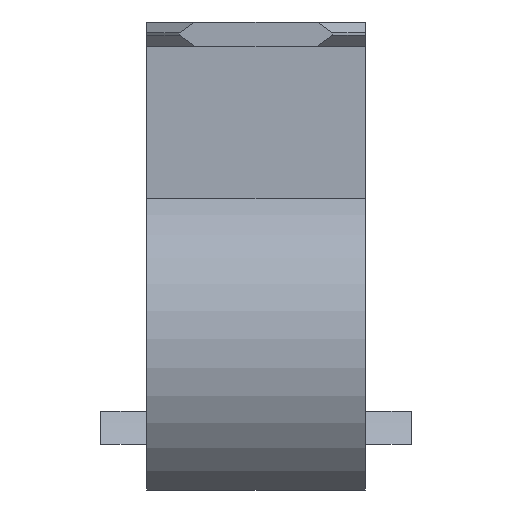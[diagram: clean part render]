
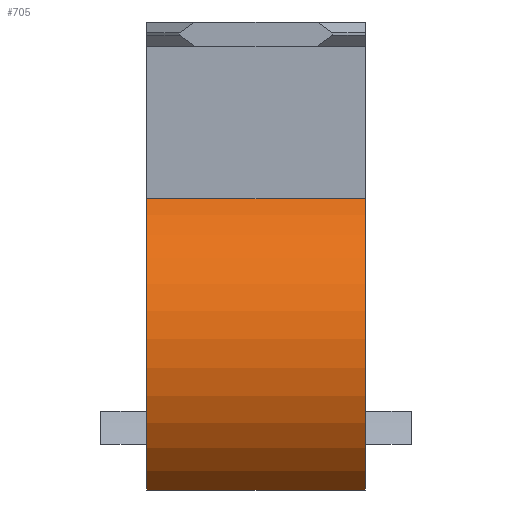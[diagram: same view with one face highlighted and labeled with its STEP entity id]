
A CAD part, front view. The second image highlights one B-rep face of the part: STEP entity #705.
In plain terms, the highlighted cylindrical face has radius 16 mm (diameter 32 mm), a partial arc.
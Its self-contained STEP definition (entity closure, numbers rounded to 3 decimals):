
#17 = ORIENTED_EDGE ( 'NONE', *, *, #1400, .F. ) ;
#31 = FACE_OUTER_BOUND ( 'NONE', #1426, .T. ) ;
#94 = CIRCLE ( 'NONE', #689, 16. ) ;
#146 = CARTESIAN_POINT ( 'NONE',  ( 20., -8., -16.144 ) ) ;
#194 = DIRECTION ( 'NONE',  ( 0., 0., -1. ) ) ;
#254 = VERTEX_POINT ( 'NONE', #519 ) ;
#274 = VERTEX_POINT ( 'NONE', #1035 ) ;
#275 = AXIS2_PLACEMENT_3D ( 'NONE', #520, #530, #1336 ) ;
#296 = DIRECTION ( 'NONE',  ( 0., 0., -1. ) ) ;
#324 = EDGE_CURVE ( 'NONE', #773, #274, #94, .T. ) ;
#366 = VECTOR ( 'NONE', #805, 1000. ) ;
#515 = CIRCLE ( 'NONE', #868, 16. ) ;
#519 = CARTESIAN_POINT ( 'NONE',  ( 0., -8., -16.144 ) ) ;
#520 = CARTESIAN_POINT ( 'NONE',  ( 20., 0., -30. ) ) ;
#530 = DIRECTION ( 'NONE',  ( -1., 0., 0. ) ) ;
#669 = ORIENTED_EDGE ( 'NONE', *, *, #828, .T. ) ;
#689 = AXIS2_PLACEMENT_3D ( 'NONE', #1446, #1056, #296 ) ;
#700 = CARTESIAN_POINT ( 'NONE',  ( 0., 0., -30. ) ) ;
#705 = ADVANCED_FACE ( 'NONE', ( #31 ), #1302, .T. ) ;
#715 = EDGE_CURVE ( 'NONE', #773, #254, #1037, .T. ) ;
#773 = VERTEX_POINT ( 'NONE', #1469 ) ;
#805 = DIRECTION ( 'NONE',  ( -1., 0., 0. ) ) ;
#812 = LINE ( 'NONE', #1333, #366 ) ;
#828 = EDGE_CURVE ( 'NONE', #254, #1534, #515, .T. ) ;
#868 = AXIS2_PLACEMENT_3D ( 'NONE', #700, #1212, #194 ) ;
#1001 = VECTOR ( 'NONE', #1438, 1000. ) ;
#1035 = CARTESIAN_POINT ( 'NONE',  ( 20., -9.651, -42.762 ) ) ;
#1037 = LINE ( 'NONE', #146, #1001 ) ;
#1056 = DIRECTION ( 'NONE',  ( 1., 0., 0. ) ) ;
#1212 = DIRECTION ( 'NONE',  ( 1., 0., 0. ) ) ;
#1302 = CYLINDRICAL_SURFACE ( 'NONE', #275, 16. ) ;
#1333 = CARTESIAN_POINT ( 'NONE',  ( 20., -9.651, -42.762 ) ) ;
#1336 = DIRECTION ( 'NONE',  ( 0., 0., 1. ) ) ;
#1400 = EDGE_CURVE ( 'NONE', #274, #1534, #812, .T. ) ;
#1426 = EDGE_LOOP ( 'NONE', ( #669, #17, #1591, #1549 ) ) ;
#1438 = DIRECTION ( 'NONE',  ( -1., 0., 0. ) ) ;
#1446 = CARTESIAN_POINT ( 'NONE',  ( 20., 0., -30. ) ) ;
#1469 = CARTESIAN_POINT ( 'NONE',  ( 20., -8., -16.144 ) ) ;
#1534 = VERTEX_POINT ( 'NONE', #1545 ) ;
#1545 = CARTESIAN_POINT ( 'NONE',  ( 0., -9.651, -42.762 ) ) ;
#1549 = ORIENTED_EDGE ( 'NONE', *, *, #715, .T. ) ;
#1591 = ORIENTED_EDGE ( 'NONE', *, *, #324, .F. ) ;
